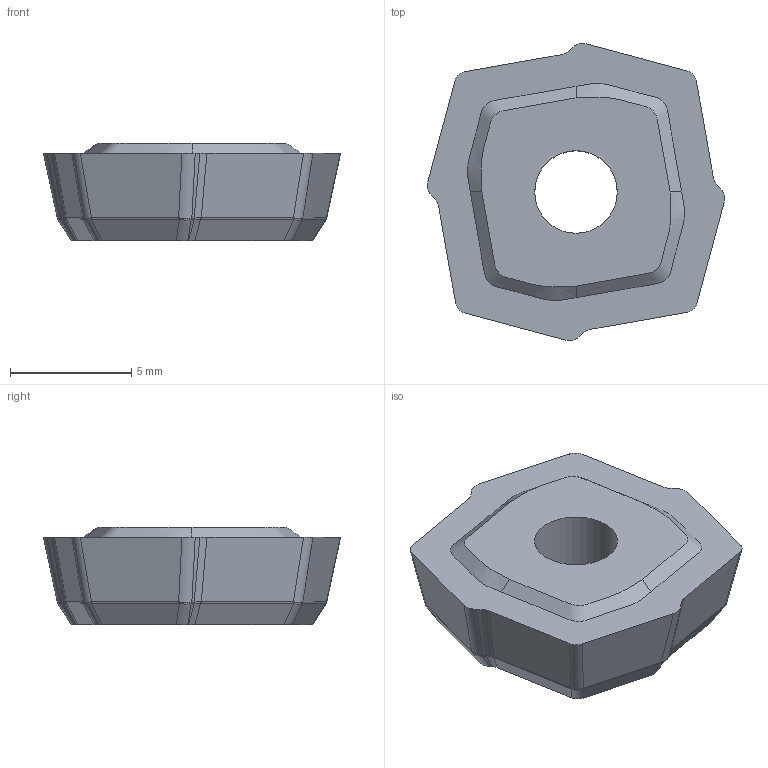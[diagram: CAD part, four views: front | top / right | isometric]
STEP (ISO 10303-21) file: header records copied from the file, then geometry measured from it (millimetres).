
FILE_DESCRIPTION(/* description */ (''),/* implementation_level */ '2;1');
FILE_NAME(/* name */ '60585201_cgr_000~00_214.stp',/* time_stamp */ '2017-12-18T15:09:32+06:00',/* author */ (''),/* organization */ (''),/* preprocessor_version */ 'ST-DEVELOPER v15',/* originating_system */ 'SIEMENS PLM Software NX 9.0',/* authorisation */ '');
FILE_SCHEMA (('AUTOMOTIVE_DESIGN { 1 0 10303 214 3 1 1 1 }'));
Length unit declared in the file: millimetre
Products named in the file (1): 60585201_cgr_000~00
Bounding box: 12.24 x 12.24 x 4 mm (x, y, z)
Volume: 355.6 mm3; surface area: 367.2 mm2
Topology: 1 solids, 1 shells, 104 faces, 280 edges, 203 vertices
Faces by surface type: bspline 40, cylinder 37, plane 27
Full cylindrical faces by diameter (mm): 3.4 x1
Entity records: 5148 total; most frequent: CARTESIAN_POINT 2503, DIRECTION 562, ORIENTED_EDGE 508, EDGE_CURVE 254, AXIS2_PLACEMENT_3D 225, VERTEX_POINT 154, LINE 112, VECTOR 112
